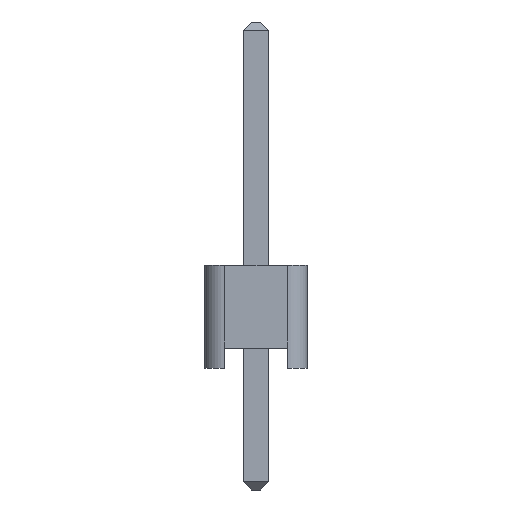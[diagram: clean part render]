
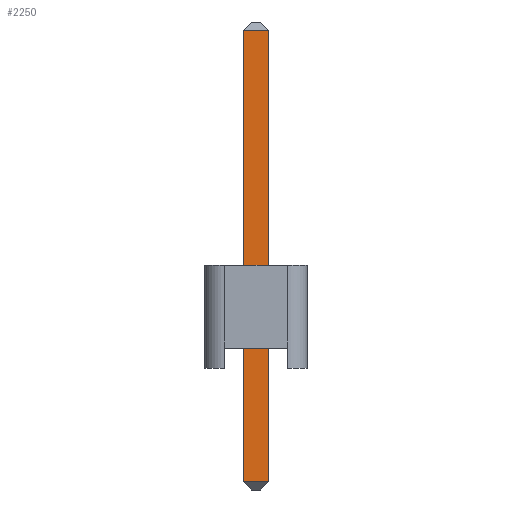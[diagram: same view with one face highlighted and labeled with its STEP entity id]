
A CAD part, left-side view. The second image highlights one B-rep face of the part: STEP entity #2250.
In plain terms, the highlighted planar face has unit normal (-1, 0, 0).
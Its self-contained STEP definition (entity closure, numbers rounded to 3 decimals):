
#2134 = EDGE_CURVE('',#2135,#2137,#2139,.T.);
#2135 = VERTEX_POINT('',#2136);
#2136 = CARTESIAN_POINT('',(-0.32,0.32,0.2));
#2137 = VERTEX_POINT('',#2138);
#2138 = CARTESIAN_POINT('',(-0.32,0.32,11.34));
#2139 = SURFACE_CURVE('',#2140,(#2144,#2156),.PCURVE_S1.);
#2140 = LINE('',#2141,#2142);
#2141 = CARTESIAN_POINT('',(-0.32,0.32,0.));
#2142 = VECTOR('',#2143,1.);
#2143 = DIRECTION('',(0.,0.,1.));
#2144 = PCURVE('',#2145,#2150);
#2145 = PLANE('',#2146);
#2146 = AXIS2_PLACEMENT_3D('',#2147,#2148,#2149);
#2147 = CARTESIAN_POINT('',(-0.32,0.32,0.));
#2148 = DIRECTION('',(0.,1.,0.));
#2149 = DIRECTION('',(1.,0.,0.));
#2150 = DEFINITIONAL_REPRESENTATION('',(#2151),#2155);
#2151 = LINE('',#2152,#2153);
#2152 = CARTESIAN_POINT('',(0.,0.));
#2153 = VECTOR('',#2154,1.);
#2154 = DIRECTION('',(0.,-1.));
#2155 = ( GEOMETRIC_REPRESENTATION_CONTEXT(2) 
PARAMETRIC_REPRESENTATION_CONTEXT() REPRESENTATION_CONTEXT('2D SPACE',''
  ) );
#2156 = PCURVE('',#2157,#2162);
#2157 = PLANE('',#2158);
#2158 = AXIS2_PLACEMENT_3D('',#2159,#2160,#2161);
#2159 = CARTESIAN_POINT('',(-0.32,-0.32,0.));
#2160 = DIRECTION('',(-1.,0.,0.));
#2161 = DIRECTION('',(0.,1.,0.));
#2162 = DEFINITIONAL_REPRESENTATION('',(#2163),#2167);
#2163 = LINE('',#2164,#2165);
#2164 = CARTESIAN_POINT('',(0.64,0.));
#2165 = VECTOR('',#2166,1.);
#2166 = DIRECTION('',(0.,-1.));
#2167 = ( GEOMETRIC_REPRESENTATION_CONTEXT(2) 
PARAMETRIC_REPRESENTATION_CONTEXT() REPRESENTATION_CONTEXT('2D SPACE',''
  ) );
#2250 = ADVANCED_FACE('',(#2251),#2157,.T.);
#2251 = FACE_BOUND('',#2252,.T.);
#2252 = EDGE_LOOP('',(#2253,#2283,#2309,#2310));
#2253 = ORIENTED_EDGE('',*,*,#2254,.T.);
#2254 = EDGE_CURVE('',#2255,#2257,#2259,.T.);
#2255 = VERTEX_POINT('',#2256);
#2256 = CARTESIAN_POINT('',(-0.32,-0.32,0.2));
#2257 = VERTEX_POINT('',#2258);
#2258 = CARTESIAN_POINT('',(-0.32,-0.32,11.34));
#2259 = SURFACE_CURVE('',#2260,(#2264,#2271),.PCURVE_S1.);
#2260 = LINE('',#2261,#2262);
#2261 = CARTESIAN_POINT('',(-0.32,-0.32,0.));
#2262 = VECTOR('',#2263,1.);
#2263 = DIRECTION('',(0.,0.,1.));
#2264 = PCURVE('',#2157,#2265);
#2265 = DEFINITIONAL_REPRESENTATION('',(#2266),#2270);
#2266 = LINE('',#2267,#2268);
#2267 = CARTESIAN_POINT('',(0.,0.));
#2268 = VECTOR('',#2269,1.);
#2269 = DIRECTION('',(0.,-1.));
#2270 = ( GEOMETRIC_REPRESENTATION_CONTEXT(2) 
PARAMETRIC_REPRESENTATION_CONTEXT() REPRESENTATION_CONTEXT('2D SPACE',''
  ) );
#2271 = PCURVE('',#2272,#2277);
#2272 = PLANE('',#2273);
#2273 = AXIS2_PLACEMENT_3D('',#2274,#2275,#2276);
#2274 = CARTESIAN_POINT('',(0.32,-0.32,0.));
#2275 = DIRECTION('',(0.,-1.,0.));
#2276 = DIRECTION('',(-1.,0.,0.));
#2277 = DEFINITIONAL_REPRESENTATION('',(#2278),#2282);
#2278 = LINE('',#2279,#2280);
#2279 = CARTESIAN_POINT('',(0.64,0.));
#2280 = VECTOR('',#2281,1.);
#2281 = DIRECTION('',(0.,-1.));
#2282 = ( GEOMETRIC_REPRESENTATION_CONTEXT(2) 
PARAMETRIC_REPRESENTATION_CONTEXT() REPRESENTATION_CONTEXT('2D SPACE',''
  ) );
#2283 = ORIENTED_EDGE('',*,*,#2284,.T.);
#2284 = EDGE_CURVE('',#2257,#2137,#2285,.T.);
#2285 = SURFACE_CURVE('',#2286,(#2290,#2297),.PCURVE_S1.);
#2286 = LINE('',#2287,#2288);
#2287 = CARTESIAN_POINT('',(-0.32,-0.32,11.34));
#2288 = VECTOR('',#2289,1.);
#2289 = DIRECTION('',(0.,1.,0.));
#2290 = PCURVE('',#2157,#2291);
#2291 = DEFINITIONAL_REPRESENTATION('',(#2292),#2296);
#2292 = LINE('',#2293,#2294);
#2293 = CARTESIAN_POINT('',(0.,-11.34));
#2294 = VECTOR('',#2295,1.);
#2295 = DIRECTION('',(1.,0.));
#2296 = ( GEOMETRIC_REPRESENTATION_CONTEXT(2) 
PARAMETRIC_REPRESENTATION_CONTEXT() REPRESENTATION_CONTEXT('2D SPACE',''
  ) );
#2297 = PCURVE('',#2298,#2303);
#2298 = PLANE('',#2299);
#2299 = AXIS2_PLACEMENT_3D('',#2300,#2301,#2302);
#2300 = CARTESIAN_POINT('',(-0.22,-0.32,11.44));
#2301 = DIRECTION('',(0.707,0.,-0.707
    ));
#2302 = DIRECTION('',(0.,1.,0.));
#2303 = DEFINITIONAL_REPRESENTATION('',(#2304),#2308);
#2304 = LINE('',#2305,#2306);
#2305 = CARTESIAN_POINT('',(0.,-0.141));
#2306 = VECTOR('',#2307,1.);
#2307 = DIRECTION('',(1.,0.));
#2308 = ( GEOMETRIC_REPRESENTATION_CONTEXT(2) 
PARAMETRIC_REPRESENTATION_CONTEXT() REPRESENTATION_CONTEXT('2D SPACE',''
  ) );
#2309 = ORIENTED_EDGE('',*,*,#2134,.F.);
#2310 = ORIENTED_EDGE('',*,*,#2311,.F.);
#2311 = EDGE_CURVE('',#2255,#2135,#2312,.T.);
#2312 = SURFACE_CURVE('',#2313,(#2317,#2324),.PCURVE_S1.);
#2313 = LINE('',#2314,#2315);
#2314 = CARTESIAN_POINT('',(-0.32,-0.32,0.2));
#2315 = VECTOR('',#2316,1.);
#2316 = DIRECTION('',(0.,1.,0.));
#2317 = PCURVE('',#2157,#2318);
#2318 = DEFINITIONAL_REPRESENTATION('',(#2319),#2323);
#2319 = LINE('',#2320,#2321);
#2320 = CARTESIAN_POINT('',(0.,-0.2));
#2321 = VECTOR('',#2322,1.);
#2322 = DIRECTION('',(1.,0.));
#2323 = ( GEOMETRIC_REPRESENTATION_CONTEXT(2) 
PARAMETRIC_REPRESENTATION_CONTEXT() REPRESENTATION_CONTEXT('2D SPACE',''
  ) );
#2324 = PCURVE('',#2325,#2330);
#2325 = PLANE('',#2326);
#2326 = AXIS2_PLACEMENT_3D('',#2327,#2328,#2329);
#2327 = CARTESIAN_POINT('',(-0.22,-0.32,0.1));
#2328 = DIRECTION('',(-0.707,0.,-0.707));
#2329 = DIRECTION('',(0.,1.,0.));
#2330 = DEFINITIONAL_REPRESENTATION('',(#2331),#2335);
#2331 = LINE('',#2332,#2333);
#2332 = CARTESIAN_POINT('',(0.,-0.141));
#2333 = VECTOR('',#2334,1.);
#2334 = DIRECTION('',(1.,0.));
#2335 = ( GEOMETRIC_REPRESENTATION_CONTEXT(2) 
PARAMETRIC_REPRESENTATION_CONTEXT() REPRESENTATION_CONTEXT('2D SPACE',''
  ) );
